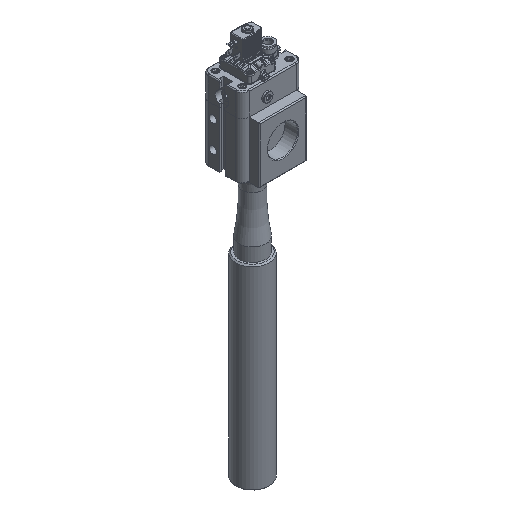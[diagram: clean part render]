
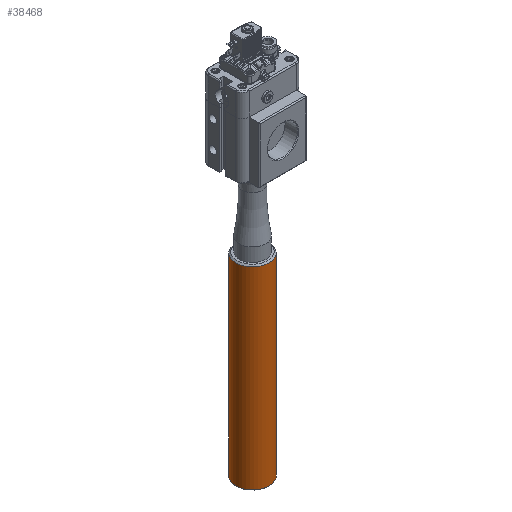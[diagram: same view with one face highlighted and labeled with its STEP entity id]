
A CAD part, isometric view. The second image highlights one B-rep face of the part: STEP entity #38468.
In plain terms, the highlighted cylindrical face has radius 25 mm (diameter 50 mm), a full revolution.
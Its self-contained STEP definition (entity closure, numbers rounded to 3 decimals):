
#1008=CYLINDRICAL_SURFACE('',#40796,25.);
#2174=LINE('',#57305,#5462);
#5462=VECTOR('',#45314,25.);
#8688=FACE_OUTER_BOUND('',#10917,.T.);
#10917=EDGE_LOOP('',(#25478,#25479,#25480,#25481));
#13314=CIRCLE('',#40794,25.);
#13316=CIRCLE('',#40797,25.);
#15383=VERTEX_POINT('',#57298);
#15385=VERTEX_POINT('',#57304);
#19376=EDGE_CURVE('',#15383,#15383,#13314,.T.);
#19379=EDGE_CURVE('',#15383,#15385,#2174,.T.);
#19380=EDGE_CURVE('',#15385,#15385,#13316,.T.);
#25478=ORIENTED_EDGE('',*,*,#19376,.F.);
#25479=ORIENTED_EDGE('',*,*,#19379,.T.);
#25480=ORIENTED_EDGE('',*,*,#19380,.F.);
#25481=ORIENTED_EDGE('',*,*,#19379,.F.);
#38468=ADVANCED_FACE('',(#8688),#1008,.T.);
#40794=AXIS2_PLACEMENT_3D('',#57299,#45307,#45308);
#40796=AXIS2_PLACEMENT_3D('',#57303,#45312,#45313);
#40797=AXIS2_PLACEMENT_3D('',#57306,#45315,#45316);
#45307=DIRECTION('center_axis',(0.,0.,
1.));
#45308=DIRECTION('ref_axis',(-0.986,-0.166,0.));
#45312=DIRECTION('center_axis',(0.,0.,
1.));
#45313=DIRECTION('ref_axis',(-0.986,-0.166,0.));
#45314=DIRECTION('',(0.,0.,-1.));
#45315=DIRECTION('center_axis',(0.,0.,
-1.));
#45316=DIRECTION('ref_axis',(-0.986,-0.166,0.));
#57298=CARTESIAN_POINT('',(24.653,4.152,-168.));
#57299=CARTESIAN_POINT('Origin',(0.,0.,
-168.));
#57303=CARTESIAN_POINT('Origin',(0.,0.,
-456.));
#57304=CARTESIAN_POINT('',(24.653,4.152,-455.));
#57305=CARTESIAN_POINT('',(24.653,4.152,-456.));
#57306=CARTESIAN_POINT('Origin',(0.,0.,
-455.));
